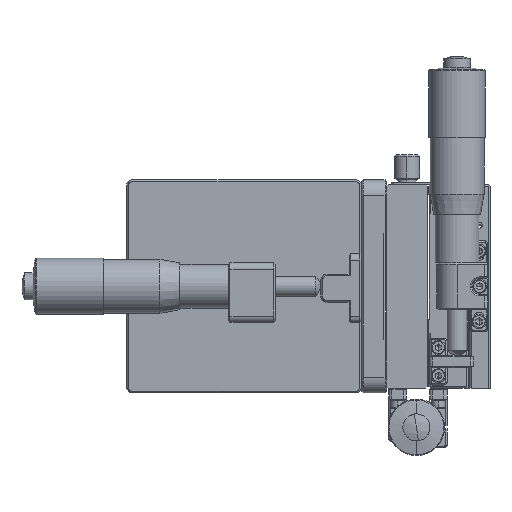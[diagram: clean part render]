
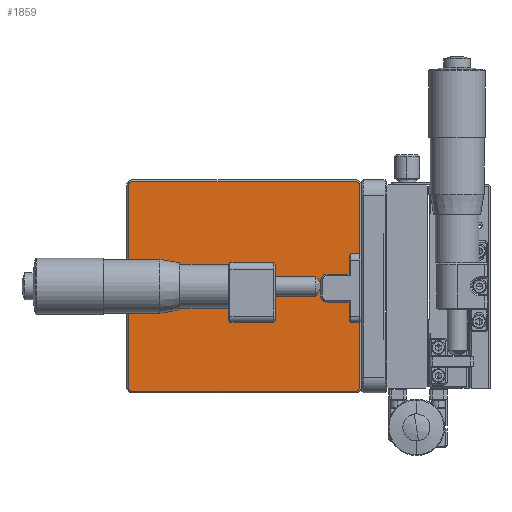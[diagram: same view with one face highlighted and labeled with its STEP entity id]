
A CAD part, left-side view. The second image highlights one B-rep face of the part: STEP entity #1859.
In plain terms, the highlighted face is planar.
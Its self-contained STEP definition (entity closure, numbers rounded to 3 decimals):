
#331 = VECTOR ( 'NONE', #22708, 1000. ) ;
#604 = DIRECTION ( 'NONE',  ( 0., 1., 0. ) ) ;
#1224 = LINE ( 'NONE', #29547, #35135 ) ;
#1282 = CARTESIAN_POINT ( 'NONE',  ( -37.68, -11.176, 40.5 ) ) ;
#1834 = DIRECTION ( 'NONE',  ( 0., 0., 1. ) ) ;
#1859 = ADVANCED_FACE ( 'NONE', ( #9663 ), #25784, .T. ) ;
#1923 = ORIENTED_EDGE ( 'NONE', *, *, #31473, .T. ) ;
#2774 = CARTESIAN_POINT ( 'NONE',  ( -5.68, -11.176, 113. ) ) ;
#3999 = DIRECTION ( 'NONE',  ( 0., 0., 1. ) ) ;
#4028 = CARTESIAN_POINT ( 'NONE',  ( 26.32, -11.176, 113. ) ) ;
#7156 = CIRCLE ( 'NONE', #8038, 1.5 ) ;
#7533 = DIRECTION ( 'NONE',  ( 0., 0., -1. ) ) ;
#7767 = VERTEX_POINT ( 'NONE', #26591 ) ;
#8003 = CARTESIAN_POINT ( 'NONE',  ( 27.82, -11.176, 113.5 ) ) ;
#8038 = AXIS2_PLACEMENT_3D ( 'NONE', #1282, #20324, #3999 ) ;
#8229 = VECTOR ( 'NONE', #32907, 1000. ) ;
#8396 = ORIENTED_EDGE ( 'NONE', *, *, #23625, .T. ) ;
#9663 = FACE_OUTER_BOUND ( 'NONE', #16384, .T. ) ;
#10246 = AXIS2_PLACEMENT_3D ( 'NONE', #31010, #604, #15056 ) ;
#10572 = EDGE_CURVE ( 'NONE', #28540, #17323, #21173, .T. ) ;
#11096 = DIRECTION ( 'NONE',  ( 0., 1., 0. ) ) ;
#11545 = AXIS2_PLACEMENT_3D ( 'NONE', #34709, #18132, #1834 ) ;
#11793 = EDGE_CURVE ( 'NONE', #34047, #15546, #29768, .T. ) ;
#12643 = CARTESIAN_POINT ( 'NONE',  ( 26.32, -11.176, 111.5 ) ) ;
#12684 = ORIENTED_EDGE ( 'NONE', *, *, #30940, .T. ) ;
#14369 = CIRCLE ( 'NONE', #17567, 1.5 ) ;
#15036 = ORIENTED_EDGE ( 'NONE', *, *, #10572, .T. ) ;
#15056 = DIRECTION ( 'NONE',  ( 0., 0., 1. ) ) ;
#15429 = DIRECTION ( 'NONE',  ( 0., 0., 1. ) ) ;
#15546 = VERTEX_POINT ( 'NONE', #28749 ) ;
#16384 = EDGE_LOOP ( 'NONE', ( #8396, #20455, #1923, #22546, #12684, #15036, #30284, #33315 ) ) ;
#17323 = VERTEX_POINT ( 'NONE', #29740 ) ;
#17567 = AXIS2_PLACEMENT_3D ( 'NONE', #12643, #32026, #15429 ) ;
#17735 = EDGE_CURVE ( 'NONE', #35191, #7767, #27601, .T. ) ;
#18053 = VERTEX_POINT ( 'NONE', #18322 ) ;
#18132 = DIRECTION ( 'NONE',  ( 0., 1., 0. ) ) ;
#18322 = CARTESIAN_POINT ( 'NONE',  ( -39.18, -11.176, 40.5 ) ) ;
#18848 = CARTESIAN_POINT ( 'NONE',  ( 27.82, -11.176, 40.5 ) ) ;
#19664 = CIRCLE ( 'NONE', #27334, 1.5 ) ;
#20324 = DIRECTION ( 'NONE',  ( 0., 1., 0. ) ) ;
#20455 = ORIENTED_EDGE ( 'NONE', *, *, #17735, .F. ) ;
#21173 = LINE ( 'NONE', #25515, #331 ) ;
#22546 = ORIENTED_EDGE ( 'NONE', *, *, #11793, .F. ) ;
#22708 = DIRECTION ( 'NONE',  ( -1., 0., 0. ) ) ;
#22727 = CARTESIAN_POINT ( 'NONE',  ( 26.32, -11.176, 39. ) ) ;
#22932 = VERTEX_POINT ( 'NONE', #35562 ) ;
#23625 = EDGE_CURVE ( 'NONE', #22932, #7767, #19664, .T. ) ;
#24127 = VECTOR ( 'NONE', #24454, 1000. ) ;
#24454 = DIRECTION ( 'NONE',  ( 0., 0., 1. ) ) ;
#25515 = CARTESIAN_POINT ( 'NONE',  ( -39.68, -11.176, 39. ) ) ;
#25784 = PLANE ( 'NONE',  #10246 ) ;
#26139 = EDGE_CURVE ( 'NONE', #17323, #18053, #7156, .T. ) ;
#26382 = EDGE_CURVE ( 'NONE', #22932, #18053, #1224, .T. ) ;
#26591 = CARTESIAN_POINT ( 'NONE',  ( -37.68, -11.176, 113. ) ) ;
#27334 = AXIS2_PLACEMENT_3D ( 'NONE', #27624, #11096, #30442 ) ;
#27601 = LINE ( 'NONE', #2774, #8229 ) ;
#27624 = CARTESIAN_POINT ( 'NONE',  ( -37.68, -11.176, 111.5 ) ) ;
#28540 = VERTEX_POINT ( 'NONE', #22727 ) ;
#28749 = CARTESIAN_POINT ( 'NONE',  ( 27.82, -11.176, 111.5 ) ) ;
#29547 = CARTESIAN_POINT ( 'NONE',  ( -39.18, -11.176, 113.5 ) ) ;
#29740 = CARTESIAN_POINT ( 'NONE',  ( -37.68, -11.176, 39. ) ) ;
#29768 = LINE ( 'NONE', #8003, #24127 ) ;
#30284 = ORIENTED_EDGE ( 'NONE', *, *, #26139, .T. ) ;
#30383 = CIRCLE ( 'NONE', #11545, 1.5 ) ;
#30442 = DIRECTION ( 'NONE',  ( 0., 0., 1. ) ) ;
#30940 = EDGE_CURVE ( 'NONE', #34047, #28540, #30383, .T. ) ;
#31010 = CARTESIAN_POINT ( 'NONE',  ( -39.68, -11.176, 113.5 ) ) ;
#31473 = EDGE_CURVE ( 'NONE', #35191, #15546, #14369, .T. ) ;
#32026 = DIRECTION ( 'NONE',  ( 0., 1., 0. ) ) ;
#32907 = DIRECTION ( 'NONE',  ( -1., 0., 0. ) ) ;
#33315 = ORIENTED_EDGE ( 'NONE', *, *, #26382, .F. ) ;
#34047 = VERTEX_POINT ( 'NONE', #18848 ) ;
#34709 = CARTESIAN_POINT ( 'NONE',  ( 26.32, -11.176, 40.5 ) ) ;
#35135 = VECTOR ( 'NONE', #7533, 1000. ) ;
#35191 = VERTEX_POINT ( 'NONE', #4028 ) ;
#35562 = CARTESIAN_POINT ( 'NONE',  ( -39.18, -11.176, 111.5 ) ) ;
